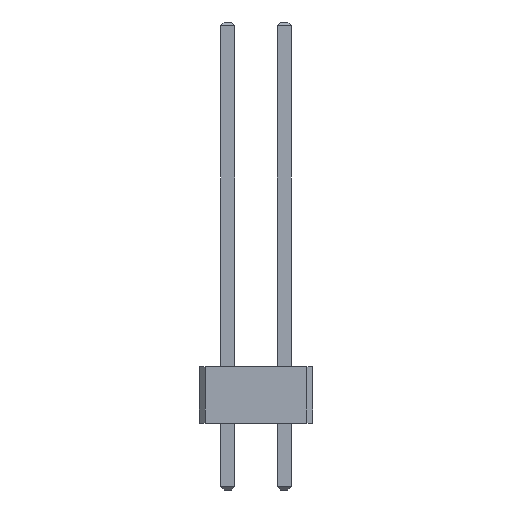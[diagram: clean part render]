
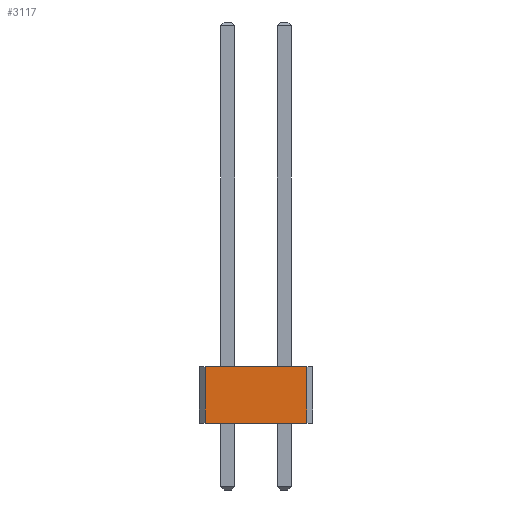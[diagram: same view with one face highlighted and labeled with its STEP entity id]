
A CAD part, front view. The second image highlights one B-rep face of the part: STEP entity #3117.
In plain terms, the highlighted planar face has unit normal (0, -1, 0).
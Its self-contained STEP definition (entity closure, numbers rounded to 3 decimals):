
#178=FACE_OUTER_BOUND('',#366,.T.);
#366=EDGE_LOOP('',(#2528,#2529,#2530,#2531));
#725=LINE('',#4768,#1123);
#740=LINE('',#4798,#1138);
#751=LINE('',#4817,#1149);
#753=LINE('',#4821,#1151);
#1123=VECTOR('',#3957,1.);
#1138=VECTOR('',#3974,1.);
#1149=VECTOR('',#3993,1.);
#1151=VECTOR('',#3999,1.);
#1394=VERTEX_POINT('',#4765);
#1395=VERTEX_POINT('',#4767);
#1408=VERTEX_POINT('',#4795);
#1409=VERTEX_POINT('',#4797);
#1765=EDGE_CURVE('',#1395,#1394,#725,.T.);
#1780=EDGE_CURVE('',#1408,#1409,#740,.T.);
#1791=EDGE_CURVE('',#1395,#1408,#751,.T.);
#1793=EDGE_CURVE('',#1394,#1409,#753,.T.);
#2528=ORIENTED_EDGE('',*,*,#1791,.F.);
#2529=ORIENTED_EDGE('',*,*,#1765,.T.);
#2530=ORIENTED_EDGE('',*,*,#1793,.T.);
#2531=ORIENTED_EDGE('',*,*,#1780,.F.);
#2772=PLANE('',#3312);
#3117=ADVANCED_FACE('',(#178),#2772,.F.);
#3312=AXIS2_PLACEMENT_3D('',#4820,#3997,#3998);
#3957=DIRECTION('',(1.,0.,0.));
#3974=DIRECTION('',(1.,0.,0.));
#3993=DIRECTION('',(0.,0.,1.));
#3997=DIRECTION('center_axis',(0.,1.,0.));
#3998=DIRECTION('ref_axis',(1.,0.,0.));
#3999=DIRECTION('',(0.,0.,1.));
#4765=CARTESIAN_POINT('',(3.556,-57.15,0.));
#4767=CARTESIAN_POINT('',(-1.016,-57.15,0.));
#4768=CARTESIAN_POINT('',(-1.016,-57.15,0.));
#4795=CARTESIAN_POINT('',(-1.016,-57.15,2.54));
#4797=CARTESIAN_POINT('',(3.556,-57.15,2.54));
#4798=CARTESIAN_POINT('',(-1.016,-57.15,2.54));
#4817=CARTESIAN_POINT('',(-1.016,-57.15,0.));
#4820=CARTESIAN_POINT('Origin',(-1.016,-57.15,0.));
#4821=CARTESIAN_POINT('',(3.556,-57.15,0.));
